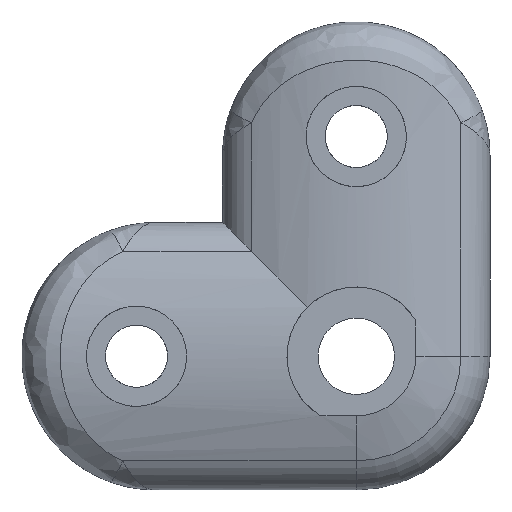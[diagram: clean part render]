
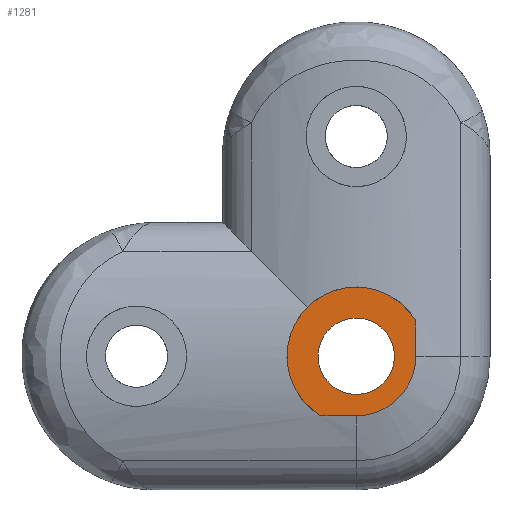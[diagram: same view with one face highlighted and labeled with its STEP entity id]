
A CAD part, front view. The second image highlights one B-rep face of the part: STEP entity #1281.
In plain terms, the highlighted planar face has unit normal (0, -1, 0).
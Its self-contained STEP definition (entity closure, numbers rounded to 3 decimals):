
#85 = DIRECTION ( 'NONE',  ( 0., 0., -1. ) ) ;
#130 = VERTEX_POINT ( 'NONE', #927 ) ;
#273 = DIRECTION ( 'NONE',  ( 0., -1., 0. ) ) ;
#291 = AXIS2_PLACEMENT_3D ( 'NONE', #520, #273, #1824 ) ;
#520 = CARTESIAN_POINT ( 'NONE',  ( -14., -7.772, 14. ) ) ;
#525 = VERTEX_POINT ( 'NONE', #1100 ) ;
#596 = CARTESIAN_POINT ( 'NONE',  ( -14., -7.772, 14. ) ) ;
#672 = CARTESIAN_POINT ( 'NONE',  ( -14., -7.772, 10. ) ) ;
#677 = EDGE_CURVE ( 'NONE', #2374, #130, #2746, .T. ) ;
#763 = CARTESIAN_POINT ( 'NONE',  ( -14., -7.772, 14. ) ) ;
#836 = VECTOR ( 'NONE', #3201, 1000. ) ;
#896 = FACE_OUTER_BOUND ( 'NONE', #2811, .T. ) ;
#927 = CARTESIAN_POINT ( 'NONE',  ( -14., -7.772, 18. ) ) ;
#1012 = AXIS2_PLACEMENT_3D ( 'NONE', #1317, #2295, #85 ) ;
#1100 = CARTESIAN_POINT ( 'NONE',  ( -17.694, -7.772, 7.761 ) ) ;
#1146 = EDGE_CURVE ( 'NONE', #2424, #525, #1704, .T. ) ;
#1269 = LINE ( 'NONE', #1975, #836 ) ;
#1272 = CARTESIAN_POINT ( 'NONE',  ( -7.761, -7.772, 14. ) ) ;
#1281 = ADVANCED_FACE ( 'NONE', ( #896, #2099 ), #2590, .T. ) ;
#1317 = CARTESIAN_POINT ( 'NONE',  ( -14., -7.772, 14. ) ) ;
#1347 = ORIENTED_EDGE ( 'NONE', *, *, #2869, .T. ) ;
#1372 = DIRECTION ( 'NONE',  ( 0., -1., 0. ) ) ;
#1403 = CIRCLE ( 'NONE', #1555, 6.239 ) ;
#1417 = EDGE_CURVE ( 'NONE', #1595, #2796, #1403, .T. ) ;
#1434 = ORIENTED_EDGE ( 'NONE', *, *, #677, .T. ) ;
#1452 = ORIENTED_EDGE ( 'NONE', *, *, #1875, .T. ) ;
#1555 = AXIS2_PLACEMENT_3D ( 'NONE', #596, #1372, #2348 ) ;
#1567 = CIRCLE ( 'NONE', #1012, 4. ) ;
#1595 = VERTEX_POINT ( 'NONE', #2459 ) ;
#1619 = DIRECTION ( 'NONE',  ( 0., -1., 0. ) ) ;
#1626 = ORIENTED_EDGE ( 'NONE', *, *, #3073, .F. ) ;
#1704 = CIRCLE ( 'NONE', #291, 7.25 ) ;
#1718 = DIRECTION ( 'NONE',  ( -1., 0., 0. ) ) ;
#1738 = DIRECTION ( 'NONE',  ( 0., 1., 0. ) ) ;
#1755 = ORIENTED_EDGE ( 'NONE', *, *, #1146, .T. ) ;
#1824 = DIRECTION ( 'NONE',  ( 0., 0., -1. ) ) ;
#1875 = EDGE_CURVE ( 'NONE', #2796, #2424, #1269, .T. ) ;
#1955 = LINE ( 'NONE', #2480, #2004 ) ;
#1975 = CARTESIAN_POINT ( 'NONE',  ( -7.761, -7.772, 49. ) ) ;
#2004 = VECTOR ( 'NONE', #1718, 1000. ) ;
#2099 = FACE_BOUND ( 'NONE', #3077, .T. ) ;
#2135 = CARTESIAN_POINT ( 'NONE',  ( -14., -7.772, 14. ) ) ;
#2160 = CARTESIAN_POINT ( 'NONE',  ( -7.761, -7.772, 17.694 ) ) ;
#2295 = DIRECTION ( 'NONE',  ( 0., 1., 0. ) ) ;
#2348 = DIRECTION ( 'NONE',  ( 0., 0., -1. ) ) ;
#2374 = VERTEX_POINT ( 'NONE', #672 ) ;
#2424 = VERTEX_POINT ( 'NONE', #2160 ) ;
#2459 = CARTESIAN_POINT ( 'NONE',  ( -14., -7.772, 7.761 ) ) ;
#2480 = CARTESIAN_POINT ( 'NONE',  ( -49., -7.772, 7.761 ) ) ;
#2590 = PLANE ( 'NONE',  #2801 ) ;
#2736 = DIRECTION ( 'NONE',  ( 0., 0., -1. ) ) ;
#2746 = CIRCLE ( 'NONE', #3013, 4. ) ;
#2796 = VERTEX_POINT ( 'NONE', #1272 ) ;
#2801 = AXIS2_PLACEMENT_3D ( 'NONE', #2135, #1619, #3086 ) ;
#2811 = EDGE_LOOP ( 'NONE', ( #3063, #1452, #1755, #1626 ) ) ;
#2869 = EDGE_CURVE ( 'NONE', #130, #2374, #1567, .T. ) ;
#3013 = AXIS2_PLACEMENT_3D ( 'NONE', #763, #1738, #2736 ) ;
#3063 = ORIENTED_EDGE ( 'NONE', *, *, #1417, .T. ) ;
#3073 = EDGE_CURVE ( 'NONE', #1595, #525, #1955, .T. ) ;
#3077 = EDGE_LOOP ( 'NONE', ( #1347, #1434 ) ) ;
#3086 = DIRECTION ( 'NONE',  ( 0., 0., -1. ) ) ;
#3201 = DIRECTION ( 'NONE',  ( 0., 0., 1. ) ) ;
